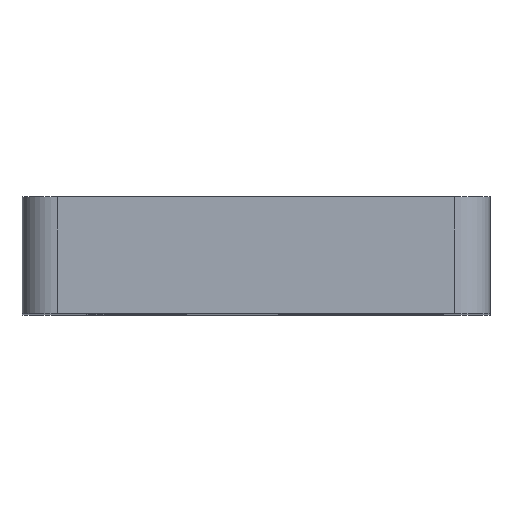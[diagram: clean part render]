
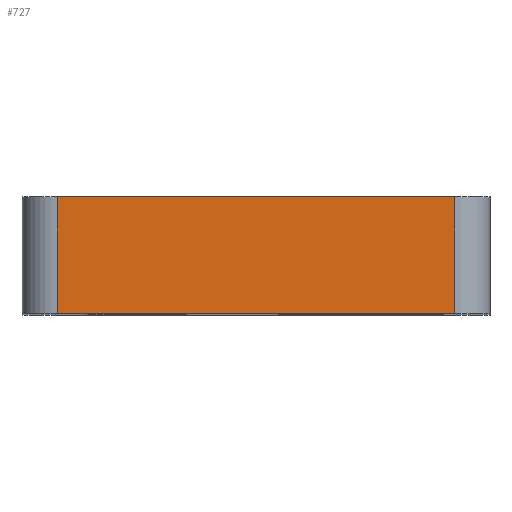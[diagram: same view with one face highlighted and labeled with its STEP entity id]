
A CAD part, top view. The second image highlights one B-rep face of the part: STEP entity #727.
In plain terms, the highlighted planar face has unit normal (0, 0, 1).
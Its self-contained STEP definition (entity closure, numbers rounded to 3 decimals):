
#4 = VERTEX_POINT ( 'NONE', #547 ) ;
#19 = PLANE ( 'NONE',  #381 ) ;
#28 = EDGE_CURVE ( 'NONE', #815, #286, #529, .T. ) ;
#57 = CARTESIAN_POINT ( 'NONE',  ( -244.5, 67.5, 21. ) ) ;
#63 = VERTEX_POINT ( 'NONE', #488 ) ;
#96 = CARTESIAN_POINT ( 'NONE',  ( -226., 62.5, 21. ) ) ;
#134 = ORIENTED_EDGE ( 'NONE', *, *, #558, .T. ) ;
#158 = ORIENTED_EDGE ( 'NONE', *, *, #28, .F. ) ;
#168 = VECTOR ( 'NONE', #211, 1000. ) ;
#173 = DIRECTION ( 'NONE',  ( 0., 0., 1. ) ) ;
#211 = DIRECTION ( 'NONE',  ( 0., 1., 0. ) ) ;
#238 = CARTESIAN_POINT ( 'NONE',  ( -244.5, 67.5, 21. ) ) ;
#262 = CARTESIAN_POINT ( 'NONE',  ( -244.5, 62.5, 21. ) ) ;
#268 = CARTESIAN_POINT ( 'NONE',  ( -244.5, 62.5, 21. ) ) ;
#286 = VERTEX_POINT ( 'NONE', #57 ) ;
#309 = VECTOR ( 'NONE', #733, 1000. ) ;
#326 = LINE ( 'NONE', #238, #724 ) ;
#332 = DIRECTION ( 'NONE',  ( 1., 0., 0. ) ) ;
#381 = AXIS2_PLACEMENT_3D ( 'NONE', #96, #173, #668 ) ;
#429 = ORIENTED_EDGE ( 'NONE', *, *, #687, .F. ) ;
#448 = CARTESIAN_POINT ( 'NONE',  ( -244.5, 62.5, 21. ) ) ;
#467 = LINE ( 'NONE', #262, #641 ) ;
#488 = CARTESIAN_POINT ( 'NONE',  ( -227.5, 67.5, 21. ) ) ;
#522 = FACE_OUTER_BOUND ( 'NONE', #863, .T. ) ;
#529 = LINE ( 'NONE', #268, #168 ) ;
#547 = CARTESIAN_POINT ( 'NONE',  ( -227.5, 62.5, 21. ) ) ;
#558 = EDGE_CURVE ( 'NONE', #815, #4, #467, .T. ) ;
#588 = DIRECTION ( 'NONE',  ( 1., 0., 0. ) ) ;
#641 = VECTOR ( 'NONE', #332, 1000. ) ;
#657 = CARTESIAN_POINT ( 'NONE',  ( -227.5, 67.5, 21. ) ) ;
#668 = DIRECTION ( 'NONE',  ( -1., 0., 0. ) ) ;
#687 = EDGE_CURVE ( 'NONE', #63, #4, #880, .T. ) ;
#724 = VECTOR ( 'NONE', #588, 1000. ) ;
#727 = ADVANCED_FACE ( 'NONE', ( #522 ), #19, .T. ) ;
#731 = EDGE_CURVE ( 'NONE', #286, #63, #326, .T. ) ;
#733 = DIRECTION ( 'NONE',  ( 0., -1., 0. ) ) ;
#739 = ORIENTED_EDGE ( 'NONE', *, *, #731, .F. ) ;
#815 = VERTEX_POINT ( 'NONE', #448 ) ;
#863 = EDGE_LOOP ( 'NONE', ( #429, #739, #158, #134 ) ) ;
#880 = LINE ( 'NONE', #657, #309 ) ;
